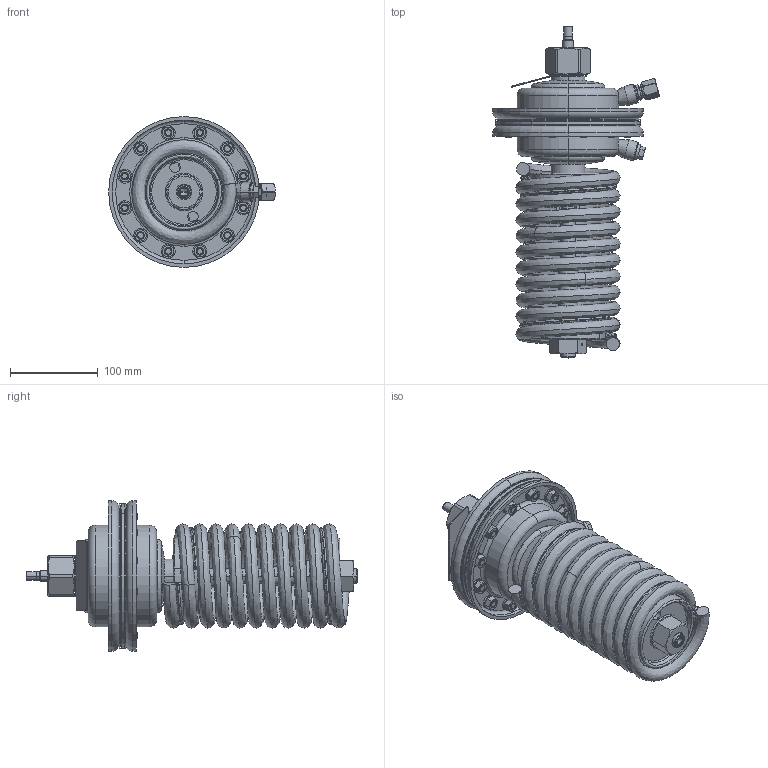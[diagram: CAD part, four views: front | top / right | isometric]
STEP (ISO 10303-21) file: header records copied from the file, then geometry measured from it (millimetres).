
FILE_DESCRIPTION((''),'2;1');
FILE_NAME('003G1007_ASM','2012-03-27T',('U258099'),('Danfoss'),'PRO/ENGINEER BY PARAMETRIC TECHNOLOGY CORPORATION, 2010370','PRO/ENGINEER BY PARAMETRIC TECHNOLOGY CORPORATION, 2010370','');
FILE_SCHEMA(('CONFIG_CONTROL_DESIGN'));
Length unit declared in the file: millimetre
Products named in the file (31): 8881043; 8863040; 8881045; 88814260_ASM; 8881031; 8881053; 8863003; 88635030_ASM; 88810400; 8539087; TESNILO_24X20; 88810420; 8881035; 8863013; 8863006; 8863086; 88630850_RAZTEGNJENA; 88630870; 55211680; 51950210; TESNILO_18X14; VIJAK_G1L4X12_ZAPIRALNI; 8863078; PRIKLJUCEK_MATICA; PRIKLJUCEK_VST; PRIKLJUCEK_3_ASM; 5201742; 51840140; 5191731; 5221571; 003G1007_ASM
Assembly tree (69 placements, depth 3):
  003G1007_ASM
    88814260_ASM
      8881043
      8863040
      8881045
    8881031  x3
    8881053
    88635030_ASM
      8881043
      8863003
      8881045
    88810400
    8539087
    TESNILO_24X20
    88810420
    8881035
    8863013
    8863006
    8863086  x2
    88630850_RAZTEGNJENA
    88630870
    55211680
    51950210
    TESNILO_18X14  x2
    VIJAK_G1L4X12_ZAPIRALNI
    PRIKLJUCEK_3_ASM
      8863078
      PRIKLJUCEK_MATICA
      PRIKLJUCEK_VST
    5201742  x12
    51840140  x12
    5191731  x12
    5221571
Bounding box: 190.24 x 378.85 x 172 mm (x, y, z)
Volume: 1414298.8 mm3; surface area: 629721 mm2
Topology: 67 solids, 95 shells, 1787 faces, 4092 edges, 2481 vertices
Faces by surface type: cylinder 612, cone 446, plane 433, torus 156, bspline 82, sphere 58
Entity records: 34939 total; most frequent: CARTESIAN_POINT 13189, DIRECTION 4819, ORIENTED_EDGE 4046, AXIS2_PLACEMENT_3D 2108, EDGE_CURVE 2053, VERTEX_POINT 1283, CIRCLE 1121, EDGE_LOOP 1118
